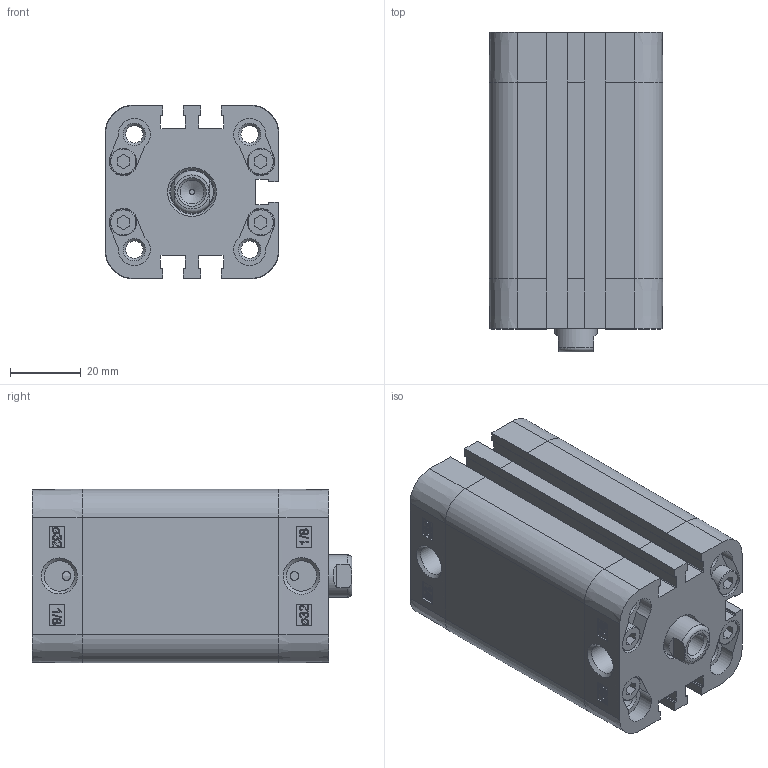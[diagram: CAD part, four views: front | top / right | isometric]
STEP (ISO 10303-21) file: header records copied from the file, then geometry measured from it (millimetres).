
FILE_DESCRIPTION((''),'2;1');
FILE_NAME('PDM032.040.GS.F.stp','2013-01-31T14:25:58',('Administrator'),(''),'Autodesk Inventor 2012','Autodesk Inventor 2012','');
FILE_SCHEMA(('CONFIG_CONTROL_DESIGN'));
Length unit declared in the file: millimetre
Products named in the file (1): PDM032.040.GS.F
Bounding box: 49 x 90.2 x 49 mm (x, y, z)
Volume: 106854.8 mm3; surface area: 52506.1 mm2
Topology: 1 solids, 5 shells, 636 faces, 1566 edges, 1004 vertices
Faces by surface type: plane 280, bspline 164, cylinder 113, torus 44, cone 35
Full cylindrical faces by diameter (mm): 2.5 x2, 4.917 x8, 5.2 x4, 6.317 x4, 6.647 x1, 7.5 x8, 8.566 x2, 9 x1, 12 x1, 12.5 x1, 32 x1, 34.3 x1, 34.5 x1
Entity records: 20846 total; most frequent: CARTESIAN_POINT 6634, ORIENTED_EDGE 2926, DIRECTION 2330, EDGE_CURVE 1463, VERTEX_POINT 979, VECTOR 828, LINE 828, EDGE_LOOP 788
